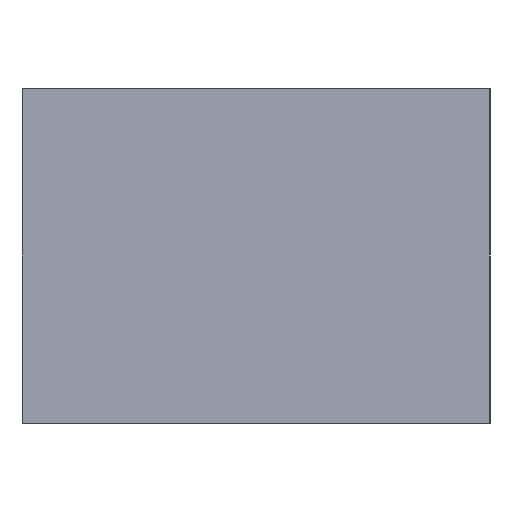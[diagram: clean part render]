
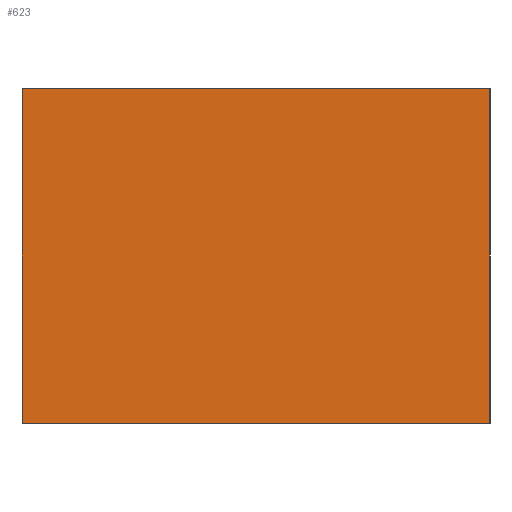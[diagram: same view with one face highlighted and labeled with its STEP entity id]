
A CAD part, left-side view. The second image highlights one B-rep face of the part: STEP entity #623.
In plain terms, the highlighted planar face has unit normal (-1, 0, 0).
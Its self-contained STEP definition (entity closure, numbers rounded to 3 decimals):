
#103 = CARTESIAN_POINT ( 'NONE',  ( -2., 22., 0. ) ) ;
#123 = LINE ( 'NONE', #250, #1288 ) ;
#235 = EDGE_CURVE ( 'NONE', #1338, #285, #2042, .T. ) ;
#249 = VECTOR ( 'NONE', #675, 1000. ) ;
#250 = CARTESIAN_POINT ( 'NONE',  ( -2., 22., 0. ) ) ;
#285 = VERTEX_POINT ( 'NONE', #1973 ) ;
#498 = CARTESIAN_POINT ( 'NONE',  ( -2., 0., 0. ) ) ;
#557 = FACE_OUTER_BOUND ( 'NONE', #1659, .T. ) ;
#586 = VECTOR ( 'NONE', #1765, 1000. ) ;
#623 = ADVANCED_FACE ( 'NONE', ( #557 ), #696, .T. ) ;
#675 = DIRECTION ( 'NONE',  ( 0., 0., -1. ) ) ;
#690 = DIRECTION ( 'NONE',  ( 0., 0., 1. ) ) ;
#696 = PLANE ( 'NONE',  #2091 ) ;
#817 = CARTESIAN_POINT ( 'NONE',  ( -2., -6., 0. ) ) ;
#917 = ORIENTED_EDGE ( 'NONE', *, *, #2291, .F. ) ;
#1038 = CARTESIAN_POINT ( 'NONE',  ( -2., -6., 20. ) ) ;
#1081 = VERTEX_POINT ( 'NONE', #103 ) ;
#1131 = EDGE_CURVE ( 'NONE', #285, #1081, #2218, .T. ) ;
#1195 = DIRECTION ( 'NONE',  ( 0., 0., -1. ) ) ;
#1288 = VECTOR ( 'NONE', #1712, 1000. ) ;
#1303 = ORIENTED_EDGE ( 'NONE', *, *, #235, .T. ) ;
#1318 = EDGE_CURVE ( 'NONE', #1081, #1871, #123, .T. ) ;
#1338 = VERTEX_POINT ( 'NONE', #1874 ) ;
#1582 = LINE ( 'NONE', #1038, #249 ) ;
#1659 = EDGE_LOOP ( 'NONE', ( #1775, #917, #1303, #1784 ) ) ;
#1712 = DIRECTION ( 'NONE',  ( 0., -1., 0. ) ) ;
#1756 = CARTESIAN_POINT ( 'NONE',  ( -2., 22., 0. ) ) ;
#1765 = DIRECTION ( 'NONE',  ( 0., 1., 0. ) ) ;
#1775 = ORIENTED_EDGE ( 'NONE', *, *, #1318, .T. ) ;
#1784 = ORIENTED_EDGE ( 'NONE', *, *, #1131, .T. ) ;
#1800 = DIRECTION ( 'NONE',  ( -1., 0., 0. ) ) ;
#1871 = VERTEX_POINT ( 'NONE', #817 ) ;
#1874 = CARTESIAN_POINT ( 'NONE',  ( -2., -6., 20. ) ) ;
#1925 = CARTESIAN_POINT ( 'NONE',  ( -2., 22., 20. ) ) ;
#1973 = CARTESIAN_POINT ( 'NONE',  ( -2., 22., 20. ) ) ;
#2042 = LINE ( 'NONE', #1925, #586 ) ;
#2064 = VECTOR ( 'NONE', #1195, 1000. ) ;
#2091 = AXIS2_PLACEMENT_3D ( 'NONE', #498, #1800, #690 ) ;
#2218 = LINE ( 'NONE', #1756, #2064 ) ;
#2291 = EDGE_CURVE ( 'NONE', #1338, #1871, #1582, .T. ) ;
